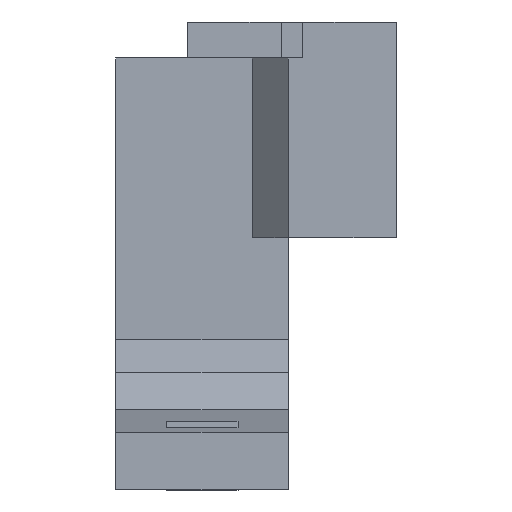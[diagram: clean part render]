
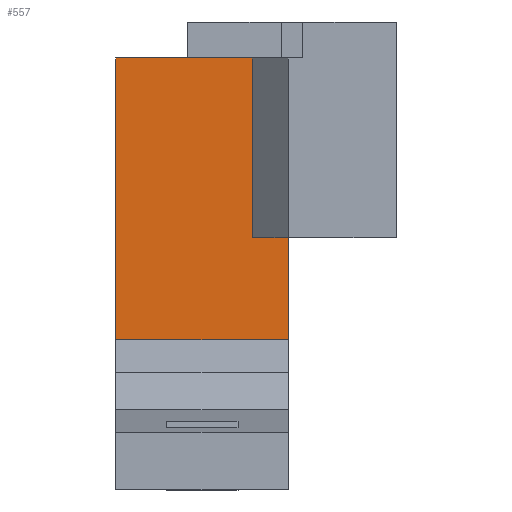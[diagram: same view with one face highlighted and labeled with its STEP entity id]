
A CAD part, left-side view. The second image highlights one B-rep face of the part: STEP entity #557.
In plain terms, the highlighted planar face has unit normal (-1, 0, 0).
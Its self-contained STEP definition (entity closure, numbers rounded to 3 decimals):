
#6 = VECTOR ( 'NONE', #694, 1000. ) ;
#13 = PLANE ( 'NONE',  #1417 ) ;
#32 = EDGE_CURVE ( 'NONE', #228, #240, #399, .T. ) ;
#56 = LINE ( 'NONE', #282, #223 ) ;
#72 = VECTOR ( 'NONE', #465, 1000. ) ;
#94 = CARTESIAN_POINT ( 'NONE',  ( -936.67, 129.371, -120.087 ) ) ;
#155 = DIRECTION ( 'NONE',  ( 1., 0., 0. ) ) ;
#179 = DIRECTION ( 'NONE',  ( 0., -1., 0. ) ) ;
#223 = VECTOR ( 'NONE', #179, 1000. ) ;
#225 = DIRECTION ( 'NONE',  ( 0., -1., 0. ) ) ;
#228 = VERTEX_POINT ( 'NONE', #478 ) ;
#236 = EDGE_CURVE ( 'NONE', #228, #807, #471, .T. ) ;
#240 = VERTEX_POINT ( 'NONE', #931 ) ;
#242 = VECTOR ( 'NONE', #225, 1000. ) ;
#252 = EDGE_CURVE ( 'NONE', #1255, #424, #374, .T. ) ;
#282 = CARTESIAN_POINT ( 'NONE',  ( -936.67, 153.371, -120.087 ) ) ;
#329 = CARTESIAN_POINT ( 'NONE',  ( -936.67, 129.371, -104.087 ) ) ;
#374 = LINE ( 'NONE', #1407, #6 ) ;
#399 = LINE ( 'NONE', #1007, #242 ) ;
#402 = EDGE_CURVE ( 'NONE', #1274, #240, #653, .T. ) ;
#417 = ORIENTED_EDGE ( 'NONE', *, *, #236, .T. ) ;
#424 = VERTEX_POINT ( 'NONE', #94 ) ;
#464 = CARTESIAN_POINT ( 'NONE',  ( -936.67, 153.371, -79.087 ) ) ;
#465 = DIRECTION ( 'NONE',  ( 0., 0., -1. ) ) ;
#471 = LINE ( 'NONE', #922, #72 ) ;
#478 = CARTESIAN_POINT ( 'NONE',  ( -936.67, 153.371, -79.087 ) ) ;
#535 = ORIENTED_EDGE ( 'NONE', *, *, #252, .F. ) ;
#557 = ADVANCED_FACE ( 'NONE', ( #1284 ), #13, .F. ) ;
#653 = LINE ( 'NONE', #1458, #876 ) ;
#694 = DIRECTION ( 'NONE',  ( 0., 0., -1. ) ) ;
#695 = ORIENTED_EDGE ( 'NONE', *, *, #32, .F. ) ;
#757 = DIRECTION ( 'NONE',  ( 0., 0., 1. ) ) ;
#761 = ORIENTED_EDGE ( 'NONE', *, *, #402, .T. ) ;
#807 = VERTEX_POINT ( 'NONE', #1062 ) ;
#819 = EDGE_CURVE ( 'NONE', #1255, #1274, #1230, .T. ) ;
#876 = VECTOR ( 'NONE', #757, 1000. ) ;
#915 = DIRECTION ( 'NONE',  ( 0., 0., -1. ) ) ;
#922 = CARTESIAN_POINT ( 'NONE',  ( -936.67, 153.371, -79.087 ) ) ;
#931 = CARTESIAN_POINT ( 'NONE',  ( -936.67, 134.371, -79.087 ) ) ;
#934 = ORIENTED_EDGE ( 'NONE', *, *, #819, .T. ) ;
#951 = VECTOR ( 'NONE', #1464, 1000. ) ;
#1007 = CARTESIAN_POINT ( 'NONE',  ( -936.67, 153.371, -79.087 ) ) ;
#1027 = ORIENTED_EDGE ( 'NONE', *, *, #1218, .T. ) ;
#1062 = CARTESIAN_POINT ( 'NONE',  ( -936.67, 153.371, -120.087 ) ) ;
#1192 = EDGE_LOOP ( 'NONE', ( #417, #1027, #535, #934, #761, #695 ) ) ;
#1218 = EDGE_CURVE ( 'NONE', #807, #424, #56, .T. ) ;
#1230 = LINE ( 'NONE', #1474, #951 ) ;
#1255 = VERTEX_POINT ( 'NONE', #329 ) ;
#1274 = VERTEX_POINT ( 'NONE', #1483 ) ;
#1284 = FACE_OUTER_BOUND ( 'NONE', #1192, .T. ) ;
#1407 = CARTESIAN_POINT ( 'NONE',  ( -936.67, 129.371, -79.087 ) ) ;
#1417 = AXIS2_PLACEMENT_3D ( 'NONE', #464, #155, #915 ) ;
#1458 = CARTESIAN_POINT ( 'NONE',  ( -936.67, 134.371, -79.087 ) ) ;
#1464 = DIRECTION ( 'NONE',  ( 0., 1., 0. ) ) ;
#1474 = CARTESIAN_POINT ( 'NONE',  ( -936.67, 114.371, -104.087 ) ) ;
#1483 = CARTESIAN_POINT ( 'NONE',  ( -936.67, 134.371, -104.087 ) ) ;
